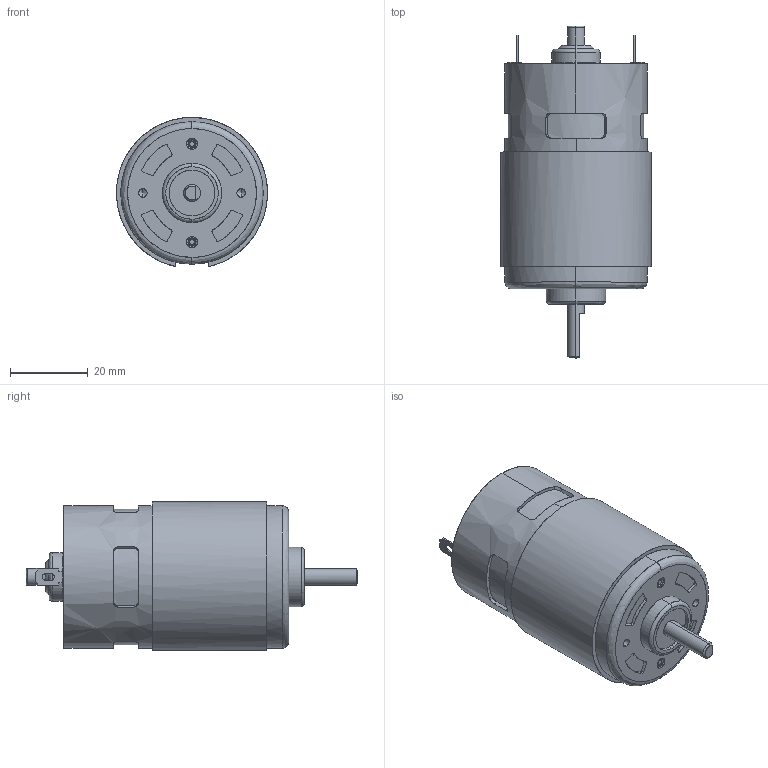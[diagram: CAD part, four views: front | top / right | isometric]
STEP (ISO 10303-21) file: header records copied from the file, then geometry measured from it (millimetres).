
FILE_DESCRIPTION(('FreeCAD Model'),'2;1');
FILE_NAME('Open CASCADE Shape Model','2025-04-30T08:35:58',('FreeCAD'),( 'FreeCAD'),'Open CASCADE STEP processor 7.6','FreeCAD','Unknown');
FILE_SCHEMA(('AUTOMOTIVE_DESIGN { 1 0 10303 214 1 1 1 1 }'));
Length unit declared in the file: millimetre
Products named in the file (1): Open CASCADE STEP translator 7.6 1
Bounding box: 38.8 x 85.28 x 38.32 mm (x, y, z)
Surface area: 10557.6 mm2 (no closed solid volume)
Topology: 0 solids, 209 shells, 209 faces, 3092 edges, 3088 vertices
Faces by surface type: bspline 209
Entity records: 27355 total; most frequent: CARTESIAN_POINT 14075, ORIENTED_EDGE 3088, EDGE_CURVE 3088, VERTEX_POINT 3088, B_SPLINE_CURVE_WITH_KNOTS 2816, FACE_BOUND 237, EDGE_LOOP 237, SHELL_BASED_SURFACE_MODEL 209
